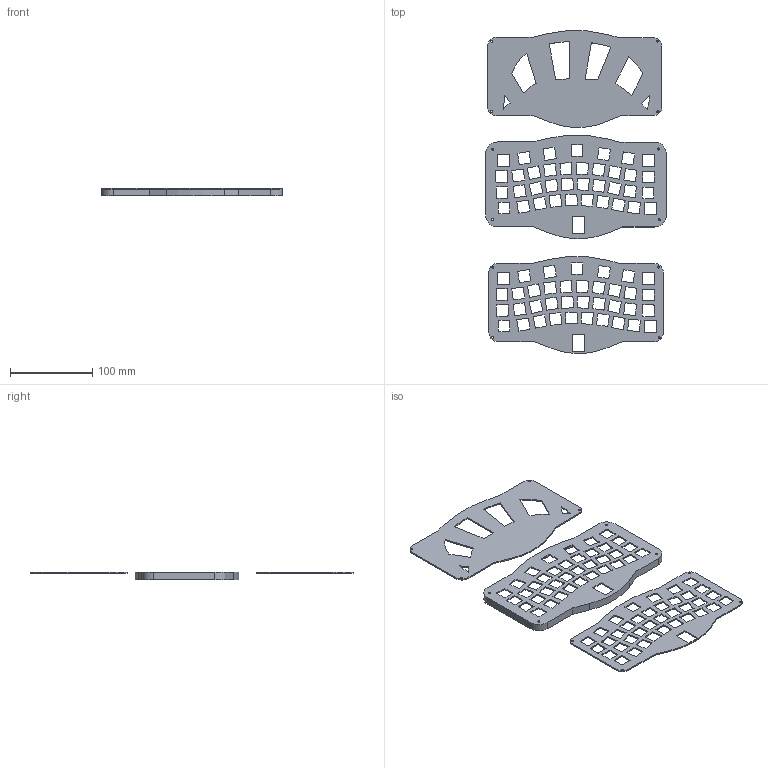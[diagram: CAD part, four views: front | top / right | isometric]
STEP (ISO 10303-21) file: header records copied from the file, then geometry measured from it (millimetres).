
FILE_DESCRIPTION(/* description */ (''),/* implementation_level */ '2;1');
FILE_NAME(/* name */ 'Smile36PCBBottomSwitchCaseextrudedholes.step',/* time_stamp */ '2023-05-09T16:51:44-07:00',/* author */ (''),/* organization */ (''),/* preprocessor_version */ 'ST-DEVELOPER v19.2',/* originating_system */ 'Autodesk Translation Framework v12.4.0.73',/* authorisation */ '');
FILE_SCHEMA (('AUTOMOTIVE_DESIGN { 1 0 10303 214 3 1 1 }'));
Length unit declared in the file: millimetre
Products named in the file (1): Smile36PCBBottomSwitchCaseextrudedholes
Bounding box: 219.22 x 391.2 x 9.6 mm (x, y, z)
Volume: 93866.5 mm3; surface area: 116605.1 mm2
Topology: 3 solids, 3 shells, 705 faces, 2094 edges, 1396 vertices
Faces by surface type: plane 361, cylinder 332, bspline 12
Full cylindrical faces by diameter (mm): 2.5 x12
Entity records: 24483 total; most frequent: CARTESIAN_POINT 4620, ORIENTED_EDGE 4188, DIRECTION 4122, EDGE_CURVE 2094, LINE 1406, VECTOR 1406, VERTEX_POINT 1396, AXIS2_PLACEMENT_3D 1358
